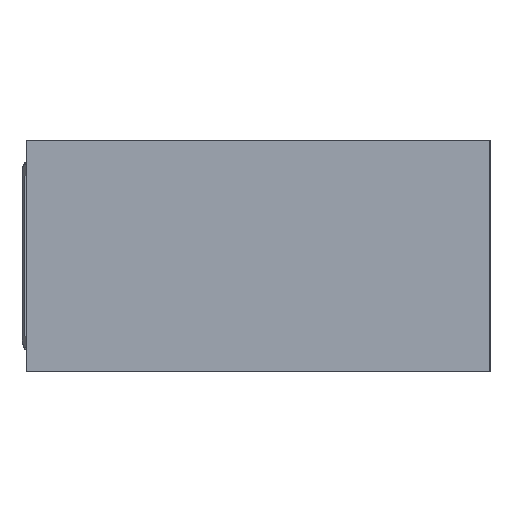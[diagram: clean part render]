
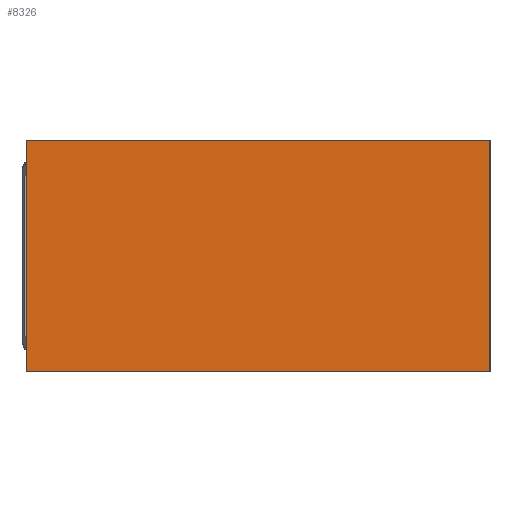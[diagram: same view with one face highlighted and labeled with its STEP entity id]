
A CAD part, left-side view. The second image highlights one B-rep face of the part: STEP entity #8326.
In plain terms, the highlighted planar face has unit normal (-1, 0, 0).
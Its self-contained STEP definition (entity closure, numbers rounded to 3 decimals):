
#885 = ORIENTED_EDGE ( 'NONE', *, *, #8091, .T. ) ;
#3481 = CARTESIAN_POINT ( 'NONE',  ( 0., -16., -8. ) ) ;
#3726 = ORIENTED_EDGE ( 'NONE', *, *, #4067, .F. ) ;
#4067 = EDGE_CURVE ( 'NONE', #4285, #7570, #6806, .T. ) ;
#4285 = VERTEX_POINT ( 'NONE', #6939 ) ;
#4718 = ORIENTED_EDGE ( 'NONE', *, *, #5011, .F. ) ;
#5011 = EDGE_CURVE ( 'NONE', #8128, #4285, #7079, .T. ) ;
#5554 = LINE ( 'NONE', #5560, #5561 ) ;
#5560 = CARTESIAN_POINT ( 'NONE',  ( 0., 16., 0. ) ) ;
#5561 = VECTOR ( 'NONE', #5562, 1000. ) ;
#5562 = DIRECTION ( 'NONE',  ( 0., 0., -1. ) ) ;
#5694 = CARTESIAN_POINT ( 'NONE',  ( 0., 16., 8. ) ) ;
#5835 = LINE ( 'NONE', #5836, #5837 ) ;
#5836 = CARTESIAN_POINT ( 'NONE',  ( 0., -16., -8. ) ) ;
#5837 = VECTOR ( 'NONE', #5838, 1000. ) ;
#5838 = DIRECTION ( 'NONE',  ( 0., -1., 0. ) ) ;
#5981 = CARTESIAN_POINT ( 'NONE',  ( 0., 16., -8. ) ) ;
#6250 = FACE_OUTER_BOUND ( 'NONE', #8405, .T. ) ;
#6251 = PLANE ( 'NONE',  #6252 ) ;
#6252 = AXIS2_PLACEMENT_3D ( 'NONE', #6255, #6256, #6257 ) ;
#6255 = CARTESIAN_POINT ( 'NONE',  ( 0., -16., 0. ) ) ;
#6256 = DIRECTION ( 'NONE',  ( -1., 0., 0. ) ) ;
#6257 = DIRECTION ( 'NONE',  ( 0., -1., 0. ) ) ;
#6806 = LINE ( 'NONE', #6807, #6808 ) ;
#6807 = CARTESIAN_POINT ( 'NONE',  ( 0., -16., 0. ) ) ;
#6808 = VECTOR ( 'NONE', #6809, 1000. ) ;
#6809 = DIRECTION ( 'NONE',  ( 0., 0., -1. ) ) ;
#6939 = CARTESIAN_POINT ( 'NONE',  ( 0., -16., 8. ) ) ;
#7079 = LINE ( 'NONE', #7080, #7081 ) ;
#7080 = CARTESIAN_POINT ( 'NONE',  ( 0., 1.128, 8. ) ) ;
#7081 = VECTOR ( 'NONE', #7082, 1000. ) ;
#7082 = DIRECTION ( 'NONE',  ( 0., -1., 0. ) ) ;
#7570 = VERTEX_POINT ( 'NONE', #3481 ) ;
#8091 = EDGE_CURVE ( 'NONE', #8128, #8231, #5554, .T. ) ;
#8128 = VERTEX_POINT ( 'NONE', #5694 ) ;
#8183 = EDGE_CURVE ( 'NONE', #8231, #7570, #5835, .T. ) ;
#8231 = VERTEX_POINT ( 'NONE', #5981 ) ;
#8326 = ADVANCED_FACE ( 'NONE', ( #6250 ), #6251, .T. ) ;
#8405 = EDGE_LOOP ( 'NONE', ( #8516, #3726, #4718, #885 ) ) ;
#8516 = ORIENTED_EDGE ( 'NONE', *, *, #8183, .T. ) ;
